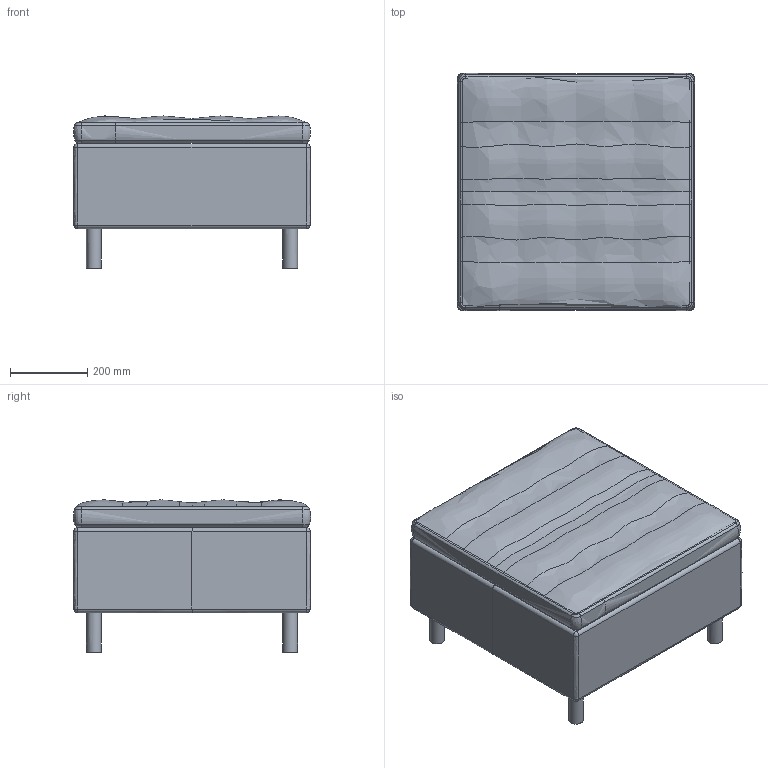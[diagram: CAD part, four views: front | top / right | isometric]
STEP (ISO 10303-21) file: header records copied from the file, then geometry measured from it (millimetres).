
FILE_DESCRIPTION(/* description */ (''),/* implementation_level */ '2;1');
FILE_NAME(/* name */ 'Salon_CB-560_3D',/* time_stamp */ '2023-10-06T12:41:18+02:00',/* author */ (''),/* organization */ (''),/* preprocessor_version */ 'ST-DEVELOPER v16.5',/* originating_system */ 'Rhino 7.31',/* authorisation */ '');
FILE_SCHEMA (('AUTOMOTIVE_DESIGN'));
Length unit declared in the file: centimetre
Products named in the file (2): Document; Salon_CB-560
Assembly tree (1 placements, depth 2):
  Document
    Salon_CB-560
Bounding box: 613.16 x 613.83 x 393.34 mm (x, y, z)
Volume: 102276829.4 mm3; surface area: 2527767.8 mm2
Topology: 7 solids, 8 shells, 80 faces, 161 edges, 96 vertices
Faces by surface type: bspline 47, cylinder 19, plane 14
Full cylindrical faces by diameter (mm): 38 x4
Entity records: 6644 total; most frequent: CARTESIAN_POINT 5566, ORIENTED_EDGE 308, EDGE_CURVE 161, VERTEX_POINT 96, ADVANCED_FACE 80, FACE_OUTER_BOUND 80, EDGE_LOOP 80, DIRECTION 43
